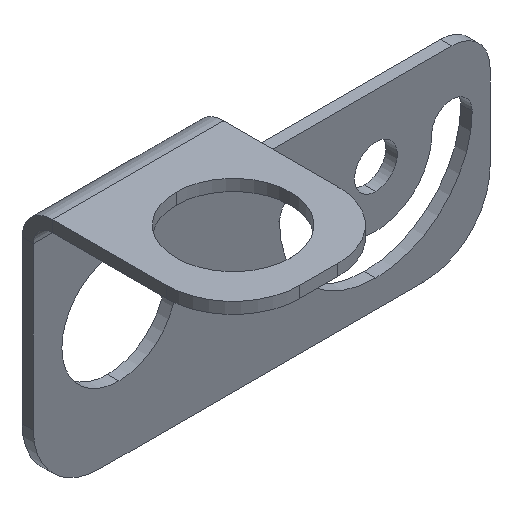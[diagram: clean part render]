
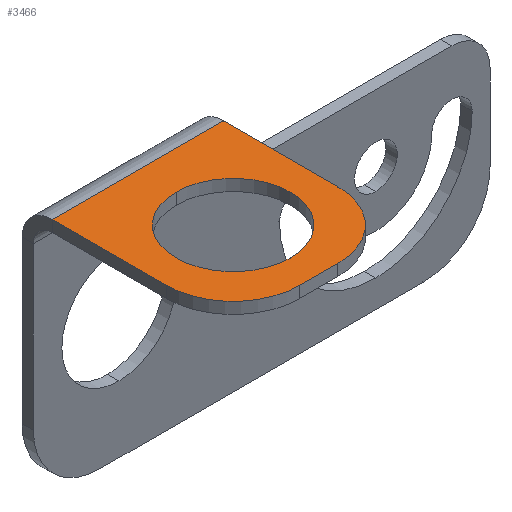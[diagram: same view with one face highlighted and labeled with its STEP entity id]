
A CAD part, isometric view. The second image highlights one B-rep face of the part: STEP entity #3466.
In plain terms, the highlighted planar face has unit normal (0, 0, 1).
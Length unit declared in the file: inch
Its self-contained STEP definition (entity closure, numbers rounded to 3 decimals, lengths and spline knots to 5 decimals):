
#486 = DIRECTION ( 'NONE',  ( 0., 1., 0. ) ) ;
#560 = ORIENTED_EDGE ( 'NONE', *, *, #780, .T. ) ;
#611 = CARTESIAN_POINT ( 'NONE',  ( 0., -0.1997, 0.1997 ) ) ;
#617 = ORIENTED_EDGE ( 'NONE', *, *, #9574, .T. ) ;
#653 = CARTESIAN_POINT ( 'NONE',  ( 0.5625, -0.8247, 0.1997 ) ) ;
#780 = EDGE_CURVE ( 'NONE', #1457, #2935, #5642, .T. ) ;
#996 = DIRECTION ( 'NONE',  ( 0., 1., 0. ) ) ;
#1057 = VECTOR ( 'NONE', #9761, 39.37008 ) ;
#1213 = AXIS2_PLACEMENT_3D ( 'NONE', #2583, #8114, #1544 ) ;
#1298 = CARTESIAN_POINT ( 'NONE',  ( 0., -0.9497, 0.1997 ) ) ;
#1457 = VERTEX_POINT ( 'NONE', #10852 ) ;
#1544 = DIRECTION ( 'NONE',  ( 0., 1., 0. ) ) ;
#1939 = CARTESIAN_POINT ( 'NONE',  ( 0., -1.3872, 0.1997 ) ) ;
#2317 = PLANE ( 'NONE',  #11307 ) ;
#2373 = FACE_OUTER_BOUND ( 'NONE', #6585, .T. ) ;
#2379 = CARTESIAN_POINT ( 'NONE',  ( 1.125, -0.9497, 0.1997 ) ) ;
#2583 = CARTESIAN_POINT ( 'NONE',  ( 0.6875, -0.9497, 0.1997 ) ) ;
#2634 = CIRCLE ( 'NONE', #9419, 0.375 ) ;
#2919 = VERTEX_POINT ( 'NONE', #4516 ) ;
#2935 = VERTEX_POINT ( 'NONE', #3550 ) ;
#3343 = DIRECTION ( 'NONE',  ( 0., 1., 0. ) ) ;
#3383 = DIRECTION ( 'NONE',  ( 0., 0., -1. ) ) ;
#3466 = ADVANCED_FACE ( 'NONE', ( #2373, #7905 ), #2317, .F. ) ;
#3550 = CARTESIAN_POINT ( 'NONE',  ( 0.5625, -1.1997, 0.1997 ) ) ;
#3755 = CIRCLE ( 'NONE', #1213, 0.4375 ) ;
#3764 = VECTOR ( 'NONE', #4858, 39.37008 ) ;
#3775 = LINE ( 'NONE', #1939, #3764 ) ;
#4195 = DIRECTION ( 'NONE',  ( 0., 1., 0. ) ) ;
#4268 = EDGE_CURVE ( 'NONE', #8670, #2919, #3755, .T. ) ;
#4516 = CARTESIAN_POINT ( 'NONE',  ( 0.6875, -1.3872, 0.1997 ) ) ;
#4590 = ORIENTED_EDGE ( 'NONE', *, *, #6124, .T. ) ;
#4685 = ORIENTED_EDGE ( 'NONE', *, *, #9376, .T. ) ;
#4827 = DIRECTION ( 'NONE',  ( 1., 0., 0. ) ) ;
#4858 = DIRECTION ( 'NONE',  ( 0., -1., 0. ) ) ;
#4940 = EDGE_CURVE ( 'NONE', #10133, #6724, #3775, .T. ) ;
#5334 = ORIENTED_EDGE ( 'NONE', *, *, #8401, .F. ) ;
#5642 = CIRCLE ( 'NONE', #5836, 0.375 ) ;
#5836 = AXIS2_PLACEMENT_3D ( 'NONE', #653, #10691, #4195 ) ;
#5862 = CARTESIAN_POINT ( 'NONE',  ( 0., -0.1997, 0.1997 ) ) ;
#5969 = DIRECTION ( 'NONE',  ( 0., 0., -1. ) ) ;
#6056 = LINE ( 'NONE', #8736, #1057 ) ;
#6124 = EDGE_CURVE ( 'NONE', #8670, #10730, #8883, .T. ) ;
#6193 = CARTESIAN_POINT ( 'NONE',  ( 0.4375, -1.3872, 0.1997 ) ) ;
#6585 = EDGE_LOOP ( 'NONE', ( #9925, #4685, #8868, #4590, #5334, #9291 ) ) ;
#6718 = DIRECTION ( 'NONE',  ( 0., 0., -1. ) ) ;
#6724 = VERTEX_POINT ( 'NONE', #1298 ) ;
#7701 = VERTEX_POINT ( 'NONE', #6193 ) ;
#7854 = AXIS2_PLACEMENT_3D ( 'NONE', #11711, #3383, #10012 ) ;
#7905 = FACE_BOUND ( 'NONE', #11730, .T. ) ;
#8114 = DIRECTION ( 'NONE',  ( 0., 0., -1. ) ) ;
#8401 = EDGE_CURVE ( 'NONE', #10133, #10730, #8481, .T. ) ;
#8481 = LINE ( 'NONE', #5862, #10379 ) ;
#8670 = VERTEX_POINT ( 'NONE', #2379 ) ;
#8736 = CARTESIAN_POINT ( 'NONE',  ( 1.125, -1.3872, 0.1997 ) ) ;
#8868 = ORIENTED_EDGE ( 'NONE', *, *, #4268, .F. ) ;
#8883 = LINE ( 'NONE', #9911, #11134 ) ;
#9291 = ORIENTED_EDGE ( 'NONE', *, *, #4940, .T. ) ;
#9376 = EDGE_CURVE ( 'NONE', #7701, #2919, #6056, .T. ) ;
#9419 = AXIS2_PLACEMENT_3D ( 'NONE', #11277, #6718, #996 ) ;
#9466 = EDGE_CURVE ( 'NONE', #7701, #6724, #10978, .T. ) ;
#9574 = EDGE_CURVE ( 'NONE', #2935, #1457, #2634, .T. ) ;
#9725 = CARTESIAN_POINT ( 'NONE',  ( 0., 0., 0.1997 ) ) ;
#9761 = DIRECTION ( 'NONE',  ( 1., 0., 0. ) ) ;
#9911 = CARTESIAN_POINT ( 'NONE',  ( 1.125, -0.0747, 0.1997 ) ) ;
#9925 = ORIENTED_EDGE ( 'NONE', *, *, #9466, .F. ) ;
#10012 = DIRECTION ( 'NONE',  ( 0., 1., 0. ) ) ;
#10133 = VERTEX_POINT ( 'NONE', #611 ) ;
#10228 = CARTESIAN_POINT ( 'NONE',  ( 1.125, -0.1997, 0.1997 ) ) ;
#10379 = VECTOR ( 'NONE', #4827, 39.37008 ) ;
#10691 = DIRECTION ( 'NONE',  ( 0., 0., -1. ) ) ;
#10730 = VERTEX_POINT ( 'NONE', #10228 ) ;
#10852 = CARTESIAN_POINT ( 'NONE',  ( 0.5625, -0.4497, 0.1997 ) ) ;
#10978 = CIRCLE ( 'NONE', #7854, 0.4375 ) ;
#11134 = VECTOR ( 'NONE', #3343, 39.37008 ) ;
#11277 = CARTESIAN_POINT ( 'NONE',  ( 0.5625, -0.8247, 0.1997 ) ) ;
#11307 = AXIS2_PLACEMENT_3D ( 'NONE', #9725, #5969, #486 ) ;
#11711 = CARTESIAN_POINT ( 'NONE',  ( 0.4375, -0.9497, 0.1997 ) ) ;
#11730 = EDGE_LOOP ( 'NONE', ( #617, #560 ) ) ;
